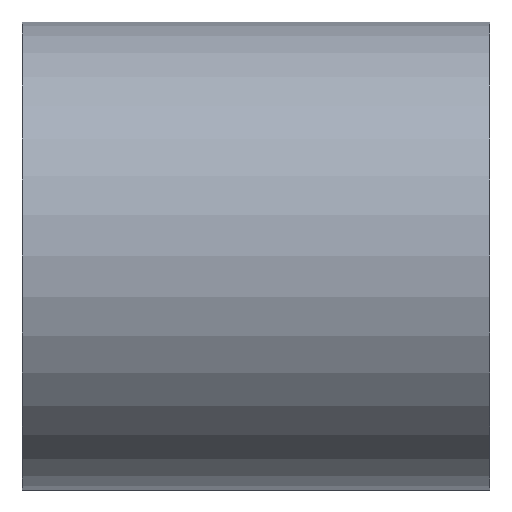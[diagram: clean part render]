
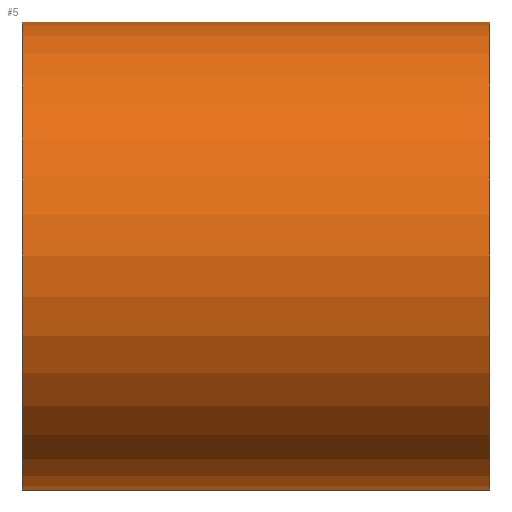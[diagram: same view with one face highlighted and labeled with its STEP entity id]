
A CAD part, left-side view. The second image highlights one B-rep face of the part: STEP entity #5.
In plain terms, the highlighted cylindrical face has radius 0.794 mm (diameter 1.588 mm), a partial arc.
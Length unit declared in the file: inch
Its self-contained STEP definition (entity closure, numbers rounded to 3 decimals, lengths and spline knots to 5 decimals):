
#5 = ADVANCED_FACE ( 'NONE', ( #131 ), #135, .T. ) ;
#6 = EDGE_CURVE ( 'NONE', #110, #111, #77, .T. ) ;
#9 = EDGE_CURVE ( 'NONE', #109, #108, #44, .T. ) ;
#10 = EDGE_CURVE ( 'NONE', #109, #110, #13, .T. ) ;
#11 = EDGE_CURVE ( 'NONE', #108, #111, #14, .T. ) ;
#13 = CIRCLE ( 'NONE', #102, 0.03125 ) ;
#14 = CIRCLE ( 'NONE', #141, 0.03125 ) ;
#33 = CARTESIAN_POINT ( 'NONE',  ( 0., 0., 0.03125 ) ) ;
#34 = CARTESIAN_POINT ( 'NONE',  ( 0., 0.0625, 0.03125 ) ) ;
#35 = CARTESIAN_POINT ( 'NONE',  ( 0., 0.0625, -0.03125 ) ) ;
#36 = CARTESIAN_POINT ( 'NONE',  ( 0., 0., -0.03125 ) ) ;
#37 = DIRECTION ( 'NONE',  ( 0., 0., 1. ) ) ;
#38 = DIRECTION ( 'NONE',  ( 0., 1., 0. ) ) ;
#39 = CARTESIAN_POINT ( 'NONE',  ( 0., 0., 0. ) ) ;
#40 = DIRECTION ( 'NONE',  ( 0., 0., 1. ) ) ;
#41 = DIRECTION ( 'NONE',  ( 0., 1., 0. ) ) ;
#42 = DIRECTION ( 'NONE',  ( 0., -1., 0. ) ) ;
#43 = CARTESIAN_POINT ( 'NONE',  ( 0., 0.0625, -0.03125 ) ) ;
#44 = LINE ( 'NONE', #43, #95 ) ;
#45 = CARTESIAN_POINT ( 'NONE',  ( 0., 0.0625, 0. ) ) ;
#52 = DIRECTION ( 'NONE',  ( 0., -1., 0. ) ) ;
#53 = CARTESIAN_POINT ( 'NONE',  ( 0., 0.0625, 0.03125 ) ) ;
#77 = LINE ( 'NONE', #53, #94 ) ;
#78 = DIRECTION ( 'NONE',  ( 0., 0., -1. ) ) ;
#80 = DIRECTION ( 'NONE',  ( 0., -1., 0. ) ) ;
#81 = CARTESIAN_POINT ( 'NONE',  ( 0., 0.0625, 0. ) ) ;
#94 = VECTOR ( 'NONE', #52, 39.37008 ) ;
#95 = VECTOR ( 'NONE', #42, 39.37008 ) ;
#102 = AXIS2_PLACEMENT_3D ( 'NONE', #45, #41, #40 ) ;
#104 = ORIENTED_EDGE ( 'NONE', *, *, #6, .F. ) ;
#108 = VERTEX_POINT ( 'NONE', #36 ) ;
#109 = VERTEX_POINT ( 'NONE', #35 ) ;
#110 = VERTEX_POINT ( 'NONE', #34 ) ;
#111 = VERTEX_POINT ( 'NONE', #33 ) ;
#114 = EDGE_LOOP ( 'NONE', ( #104, #119, #120, #118 ) ) ;
#118 = ORIENTED_EDGE ( 'NONE', *, *, #11, .T. ) ;
#119 = ORIENTED_EDGE ( 'NONE', *, *, #10, .F. ) ;
#120 = ORIENTED_EDGE ( 'NONE', *, *, #9, .T. ) ;
#131 = FACE_OUTER_BOUND ( 'NONE', #114, .T. ) ;
#135 = CYLINDRICAL_SURFACE ( 'NONE', #140, 0.03125 ) ;
#140 = AXIS2_PLACEMENT_3D ( 'NONE', #81, #80, #78 ) ;
#141 = AXIS2_PLACEMENT_3D ( 'NONE', #39, #38, #37 ) ;
